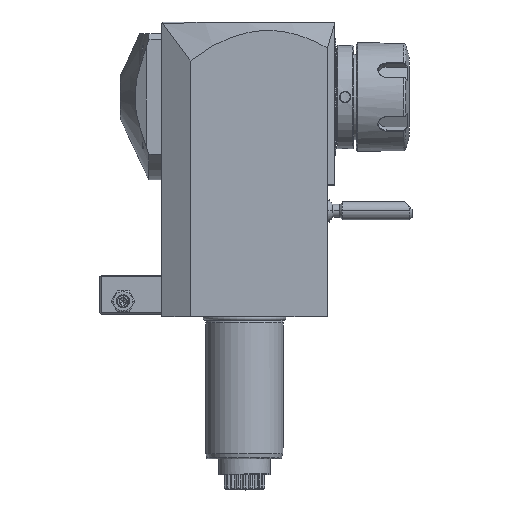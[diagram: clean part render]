
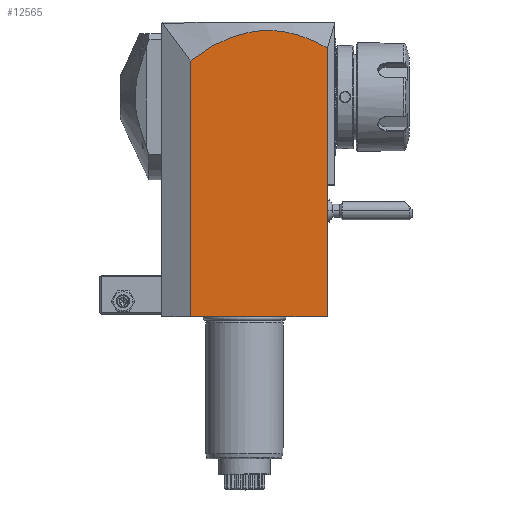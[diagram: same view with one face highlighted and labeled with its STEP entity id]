
A CAD part, top view. The second image highlights one B-rep face of the part: STEP entity #12565.
In plain terms, the highlighted planar face has unit normal (0, 0, 1).
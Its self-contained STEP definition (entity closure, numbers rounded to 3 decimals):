
#5=DIRECTION('',(-1.,0.,0.));
#6=VECTOR('',#5,53.);
#7=CARTESIAN_POINT('',(32.,0.,32.));
#8=LINE('',#7,#6);
#151=DIRECTION('',(0.,-1.,0.));
#152=VECTOR('',#151,98.907);
#153=CARTESIAN_POINT('',(-21.,98.907,32.));
#154=LINE('',#153,#152);
#176=DIRECTION('',(0.,-1.,0.));
#177=VECTOR('',#176,52.883);
#178=CARTESIAN_POINT('',(32.,103.883,32.));
#179=LINE('',#178,#177);
#180=DIRECTION('',(0.,-1.,0.));
#181=VECTOR('',#180,51.);
#182=CARTESIAN_POINT('',(32.,51.,32.));
#183=LINE('',#182,#181);
#184=CARTESIAN_POINT('',(-21.,98.907,32.));
#185=CARTESIAN_POINT('',(-16.774,102.25,32.));
#186=CARTESIAN_POINT('',(-8.233,107.551,32.));
#187=CARTESIAN_POINT('',(2.677,110.613,32.));
#188=CARTESIAN_POINT('',(11.551,110.816,32.));
#189=CARTESIAN_POINT('',(18.282,109.806,32.));
#190=CARTESIAN_POINT('',(25.093,107.588,32.));
#191=CARTESIAN_POINT('',(29.688,105.266,32.));
#192=CARTESIAN_POINT('',(32.,103.883,32.));
#11770=VERTEX_POINT('',#184);
#11771=VERTEX_POINT('',#192);
#12143=CARTESIAN_POINT('',(-21.,0.,32.));
#12145=VERTEX_POINT('',#12143);
#12153=CARTESIAN_POINT('',(32.,0.,32.));
#12154=VERTEX_POINT('',#12153);
#12483=CARTESIAN_POINT('',(32.,51.,32.));
#12484=VERTEX_POINT('',#12483);
#12550=CARTESIAN_POINT('',(-35.103,51.,32.));
#12551=DIRECTION('',(0.,0.,1.));
#12552=DIRECTION('',(1.,0.,0.));
#12553=AXIS2_PLACEMENT_3D('',#12550,#12551,#12552);
#12554=PLANE('',#12553);
#12556=ORIENTED_EDGE('',*,*,#12555,.T.);
#12558=ORIENTED_EDGE('',*,*,#12557,.T.);
#12559=ORIENTED_EDGE('',*,*,#12506,.T.);
#12560=ORIENTED_EDGE('',*,*,#12536,.F.);
#12562=ORIENTED_EDGE('',*,*,#12561,.T.);
#12563=EDGE_LOOP('',(#12556,#12558,#12559,#12560,#12562));
#12564=FACE_OUTER_BOUND('',#12563,.F.);
#193=B_SPLINE_CURVE_WITH_KNOTS('',3,(#184,#185,#186,#187,#188,#189,#190,#191,
#192),.UNSPECIFIED.,.F.,.F.,(4,1,1,1,1,1,4),(0.,0.25,0.5,0.625,0.75,
0.875,1.),.UNSPECIFIED.);
#12506=EDGE_CURVE('',#12154,#12145,#8,.T.);
#12536=EDGE_CURVE('',#11770,#12145,#154,.T.);
#12555=EDGE_CURVE('',#11771,#12484,#179,.T.);
#12557=EDGE_CURVE('',#12484,#12154,#183,.T.);
#12561=EDGE_CURVE('',#11770,#11771,#193,.T.);
#12565=ADVANCED_FACE('',(#12564),#12554,.T.);
